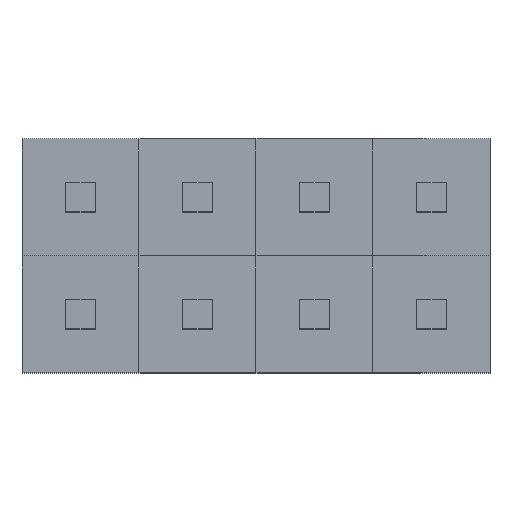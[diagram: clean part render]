
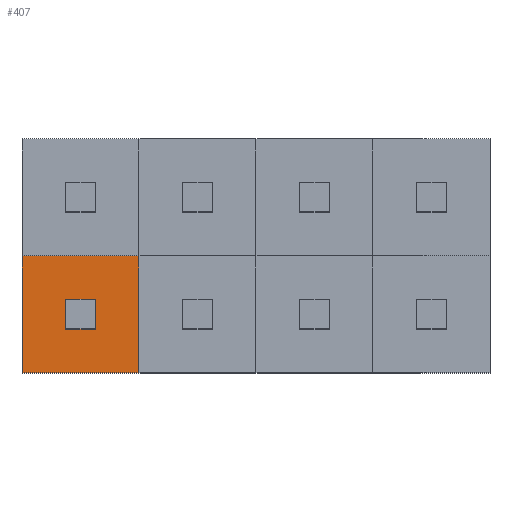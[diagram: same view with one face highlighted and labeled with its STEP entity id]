
A CAD part, top view. The second image highlights one B-rep face of the part: STEP entity #407.
In plain terms, the highlighted planar face has unit normal (0, 0, 1).
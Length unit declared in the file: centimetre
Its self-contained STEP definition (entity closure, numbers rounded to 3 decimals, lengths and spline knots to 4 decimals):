
#161=VERTEX_POINT('',#601);
#162=VERTEX_POINT('',#602);
#165=VERTEX_POINT('',#610);
#167=VERTEX_POINT('',#616);
#169=VERTEX_POINT('',#625);
#170=VERTEX_POINT('',#626);
#173=VERTEX_POINT('',#634);
#175=VERTEX_POINT('',#640);
#189=VECTOR('',#476,1.);
#193=VECTOR('',#481,1.);
#196=VECTOR('',#485,1.);
#199=VECTOR('',#489,1.);
#201=VECTOR('',#492,1.);
#205=VECTOR('',#497,1.);
#208=VECTOR('',#501,1.);
#211=VECTOR('',#505,1.);
#225=LINE('',#600,#189);
#229=LINE('',#609,#193);
#232=LINE('',#615,#196);
#235=LINE('',#621,#199);
#237=LINE('',#624,#201);
#241=LINE('',#633,#205);
#244=LINE('',#639,#208);
#247=LINE('',#645,#211);
#261=EDGE_CURVE('',#161,#162,#225,.T.);
#265=EDGE_CURVE('',#162,#165,#229,.T.);
#268=EDGE_CURVE('',#165,#167,#232,.T.);
#271=EDGE_CURVE('',#167,#161,#235,.T.);
#273=EDGE_CURVE('',#169,#170,#237,.T.);
#277=EDGE_CURVE('',#170,#173,#241,.T.);
#280=EDGE_CURVE('',#173,#175,#244,.T.);
#283=EDGE_CURVE('',#175,#169,#247,.T.);
#341=ORIENTED_EDGE('',*,*,#261,.T.);
#342=ORIENTED_EDGE('',*,*,#265,.T.);
#343=ORIENTED_EDGE('',*,*,#268,.T.);
#344=ORIENTED_EDGE('',*,*,#271,.T.);
#345=ORIENTED_EDGE('',*,*,#273,.F.);
#346=ORIENTED_EDGE('',*,*,#283,.F.);
#347=ORIENTED_EDGE('',*,*,#280,.F.);
#348=ORIENTED_EDGE('',*,*,#277,.F.);
#371=EDGE_LOOP('',(#341,#342,#343,#344));
#372=EDGE_LOOP('',(#345,#346,#347,#348));
#389=FACE_BOUND('',#371,.T.);
#390=FACE_BOUND('',#372,.T.);
#407=ADVANCED_FACE('',(#389,#390),#695,.T.);
#423=AXIS2_PLACEMENT_3D('',#647,#507,$);
#476=DIRECTION('',(1.,0.,0.));
#481=DIRECTION('',(0.,-1.,0.));
#485=DIRECTION('',(-1.,0.,0.));
#489=DIRECTION('',(0.,1.,0.));
#492=DIRECTION('',(1.,0.,0.));
#497=DIRECTION('',(0.,-1.,0.));
#501=DIRECTION('',(-1.,0.,0.));
#505=DIRECTION('',(0.,1.,0.));
#507=DIRECTION('',(0.,0.,1.));
#600=CARTESIAN_POINT('',(0.,0.0318,0.254));
#601=CARTESIAN_POINT('',(-0.0318,0.0318,0.254));
#602=CARTESIAN_POINT('',(0.0318,0.0318,0.254));
#609=CARTESIAN_POINT('',(0.0318,0.,0.254));
#610=CARTESIAN_POINT('',(0.0318,-0.0318,0.254));
#615=CARTESIAN_POINT('',(0.,-0.0318,0.254));
#616=CARTESIAN_POINT('',(-0.0318,-0.0318,0.254));
#621=CARTESIAN_POINT('',(-0.0318,0.,0.254));
#624=CARTESIAN_POINT('',(0.127,0.127,0.254));
#625=CARTESIAN_POINT('',(-0.127,0.127,0.254));
#626=CARTESIAN_POINT('',(0.127,0.127,0.254));
#633=CARTESIAN_POINT('',(0.127,-0.127,0.254));
#634=CARTESIAN_POINT('',(0.127,-0.127,0.254));
#639=CARTESIAN_POINT('',(-0.127,-0.127,0.254));
#640=CARTESIAN_POINT('',(-0.127,-0.127,0.254));
#645=CARTESIAN_POINT('',(-0.127,0.127,0.254));
#647=CARTESIAN_POINT('',(0.,0.,0.254));
#695=PLANE('',#423);
